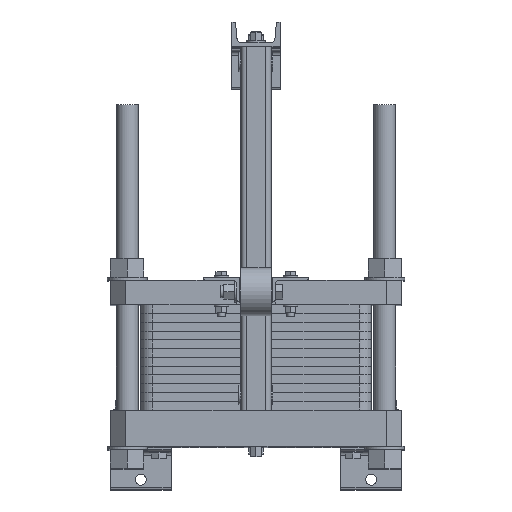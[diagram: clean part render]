
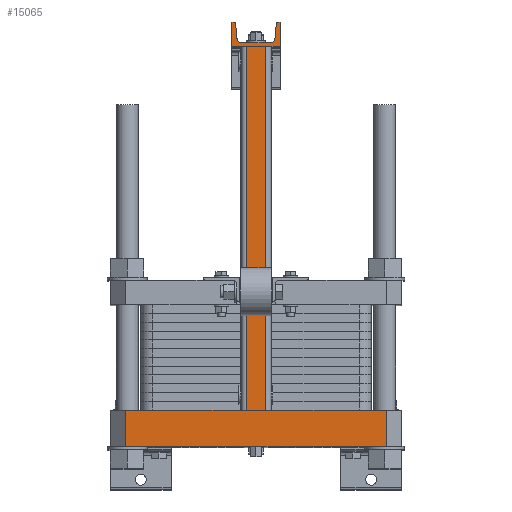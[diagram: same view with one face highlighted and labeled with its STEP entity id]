
A CAD part, top view. The second image highlights one B-rep face of the part: STEP entity #15065.
In plain terms, the highlighted planar face has unit normal (0, 0, 1).
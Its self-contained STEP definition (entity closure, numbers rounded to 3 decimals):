
#1862=FACE_OUTER_BOUND('',#2685,.T.);
#2685=EDGE_LOOP('',(#11188,#11189,#11190,#11191,#11192,#11193,#11194,#11195,
#11196,#11197,#11198,#11199,#11200,#11201,#11202,#11203,#11204,#11205,#11206,
#11207));
#3679=LINE('',#22117,#5301);
#3683=LINE('',#22124,#5305);
#3690=LINE('',#22148,#5312);
#3694=LINE('',#22160,#5316);
#3698=LINE('',#22172,#5320);
#3702=LINE('',#22192,#5324);
#3706=LINE('',#22204,#5328);
#3731=LINE('',#22270,#5353);
#3744=LINE('',#22302,#5366);
#3824=LINE('',#22619,#5446);
#3825=LINE('',#22639,#5447);
#3826=LINE('',#22641,#5448);
#3827=LINE('',#22643,#5449);
#3828=LINE('',#22645,#5450);
#3829=LINE('',#22647,#5451);
#3830=LINE('',#22648,#5452);
#5301=VECTOR('',#17398,10.);
#5305=VECTOR('',#17402,10.);
#5312=VECTOR('',#17419,10.);
#5316=VECTOR('',#17431,10.);
#5320=VECTOR('',#17443,10.);
#5324=VECTOR('',#17463,10.);
#5328=VECTOR('',#17475,10.);
#5353=VECTOR('',#17536,10.);
#5366=VECTOR('',#17573,10.);
#5446=VECTOR('',#17829,10.);
#5447=VECTOR('',#17834,1.);
#5448=VECTOR('',#17835,10.);
#5449=VECTOR('',#17836,10.);
#5450=VECTOR('',#17837,10.);
#5451=VECTOR('',#17838,10.);
#5452=VECTOR('',#17839,10.);
#6925=CIRCLE('',#15807,4.);
#6927=CIRCLE('',#15811,8.);
#6933=CIRCLE('',#15819,8.);
#6935=CIRCLE('',#15823,4.);
#7682=VERTEX_POINT('',#22101);
#7689=VERTEX_POINT('',#22114);
#7690=VERTEX_POINT('',#22116);
#7693=VERTEX_POINT('',#22122);
#7704=VERTEX_POINT('',#22145);
#7705=VERTEX_POINT('',#22147);
#7707=VERTEX_POINT('',#22153);
#7709=VERTEX_POINT('',#22159);
#7711=VERTEX_POINT('',#22165);
#7713=VERTEX_POINT('',#22171);
#7719=VERTEX_POINT('',#22185);
#7721=VERTEX_POINT('',#22191);
#7723=VERTEX_POINT('',#22197);
#7725=VERTEX_POINT('',#22203);
#7840=VERTEX_POINT('',#22618);
#7841=VERTEX_POINT('',#22638);
#7842=VERTEX_POINT('',#22640);
#7843=VERTEX_POINT('',#22642);
#7844=VERTEX_POINT('',#22644);
#7845=VERTEX_POINT('',#22646);
#8970=EDGE_CURVE('',#7690,#7689,#3679,.T.);
#8974=EDGE_CURVE('',#7682,#7693,#3683,.T.);
#8985=EDGE_CURVE('',#7705,#7704,#3690,.T.);
#8988=EDGE_CURVE('',#7707,#7705,#6925,.T.);
#8991=EDGE_CURVE('',#7709,#7707,#3694,.T.);
#8994=EDGE_CURVE('',#7711,#7709,#6927,.T.);
#8997=EDGE_CURVE('',#7713,#7711,#3698,.T.);
#9004=EDGE_CURVE('',#7719,#7713,#6933,.T.);
#9007=EDGE_CURVE('',#7721,#7719,#3702,.T.);
#9010=EDGE_CURVE('',#7723,#7721,#6935,.T.);
#9013=EDGE_CURVE('',#7725,#7723,#3706,.T.);
#9045=EDGE_CURVE('',#7704,#7690,#3731,.T.);
#9061=EDGE_CURVE('',#7693,#7725,#3744,.T.);
#9173=EDGE_CURVE('',#7840,#7682,#3824,.T.);
#9176=EDGE_CURVE('',#7689,#7841,#3825,.T.);
#9177=EDGE_CURVE('',#7841,#7842,#3826,.T.);
#9178=EDGE_CURVE('',#7842,#7843,#3827,.T.);
#9179=EDGE_CURVE('',#7844,#7843,#3828,.T.);
#9180=EDGE_CURVE('',#7845,#7844,#3829,.T.);
#9181=EDGE_CURVE('',#7845,#7840,#3830,.T.);
#11188=ORIENTED_EDGE('',*,*,#9176,.T.);
#11189=ORIENTED_EDGE('',*,*,#9177,.T.);
#11190=ORIENTED_EDGE('',*,*,#9178,.T.);
#11191=ORIENTED_EDGE('',*,*,#9179,.F.);
#11192=ORIENTED_EDGE('',*,*,#9180,.F.);
#11193=ORIENTED_EDGE('',*,*,#9181,.T.);
#11194=ORIENTED_EDGE('',*,*,#9173,.T.);
#11195=ORIENTED_EDGE('',*,*,#8974,.T.);
#11196=ORIENTED_EDGE('',*,*,#9061,.T.);
#11197=ORIENTED_EDGE('',*,*,#9013,.T.);
#11198=ORIENTED_EDGE('',*,*,#9010,.T.);
#11199=ORIENTED_EDGE('',*,*,#9007,.T.);
#11200=ORIENTED_EDGE('',*,*,#9004,.T.);
#11201=ORIENTED_EDGE('',*,*,#8997,.T.);
#11202=ORIENTED_EDGE('',*,*,#8994,.T.);
#11203=ORIENTED_EDGE('',*,*,#8991,.T.);
#11204=ORIENTED_EDGE('',*,*,#8988,.T.);
#11205=ORIENTED_EDGE('',*,*,#8985,.T.);
#11206=ORIENTED_EDGE('',*,*,#9045,.T.);
#11207=ORIENTED_EDGE('',*,*,#8970,.T.);
#14473=PLANE('',#15944);
#15065=ADVANCED_FACE('',(#1862),#14473,.T.);
#15807=AXIS2_PLACEMENT_3D('',#22154,#17425,#17426);
#15811=AXIS2_PLACEMENT_3D('',#22166,#17437,#17438);
#15819=AXIS2_PLACEMENT_3D('',#22186,#17457,#17458);
#15823=AXIS2_PLACEMENT_3D('',#22198,#17469,#17470);
#15944=AXIS2_PLACEMENT_3D('',#22637,#17832,#17833);
#17398=DIRECTION('',(1.,0.,0.));
#17402=DIRECTION('',(1.,0.,0.));
#17419=DIRECTION('',(-1.,0.,0.));
#17425=DIRECTION('center_axis',(0.,0.,1.));
#17426=DIRECTION('ref_axis',(0.996,0.091,0.));
#17431=DIRECTION('',(-0.091,0.996,0.));
#17437=DIRECTION('center_axis',(0.,0.,-1.));
#17438=DIRECTION('ref_axis',(0.996,0.091,0.));
#17443=DIRECTION('',(-1.,0.,0.));
#17457=DIRECTION('center_axis',(0.,0.,-1.));
#17458=DIRECTION('ref_axis',(0.,1.,0.));
#17463=DIRECTION('',(-0.091,-0.996,0.));
#17469=DIRECTION('center_axis',(0.,0.,1.));
#17470=DIRECTION('ref_axis',(0.,1.,0.));
#17475=DIRECTION('',(-1.,0.,0.));
#17536=DIRECTION('',(0.,-1.,0.));
#17573=DIRECTION('',(0.,1.,0.));
#17829=DIRECTION('',(0.,1.,0.));
#17832=DIRECTION('center_axis',(0.,0.,
1.));
#17833=DIRECTION('ref_axis',(-1.,0.,0.));
#17834=DIRECTION('',(0.,-1.,0.));
#17835=DIRECTION('',(-1.,0.,0.));
#17836=DIRECTION('',(0.,-1.,0.));
#17837=DIRECTION('',(-1.,0.,0.));
#17838=DIRECTION('',(0.,-1.,0.));
#17839=DIRECTION('',(-1.,0.,0.));
#22101=CARTESIAN_POINT('',(16.2,600.,1111.));
#22114=CARTESIAN_POINT('',(-16.2,600.,1111.));
#22116=CARTESIAN_POINT('',(-40.,600.,1111.));
#22117=CARTESIAN_POINT('',(-40.,600.,1111.));
#22122=CARTESIAN_POINT('',(40.,600.,1111.));
#22124=CARTESIAN_POINT('',(-40.,600.,1111.));
#22145=CARTESIAN_POINT('',(-40.,640.,1111.));
#22147=CARTESIAN_POINT('',(-37.45,640.,1111.));
#22148=CARTESIAN_POINT('',(-37.45,640.,1111.));
#22153=CARTESIAN_POINT('',(-33.466,636.366,1111.));
#22154=CARTESIAN_POINT('Origin',(-37.45,636.,1111.));
#22159=CARTESIAN_POINT('',(-31.347,613.269,1111.));
#22160=CARTESIAN_POINT('',(-31.347,613.269,1111.));
#22165=CARTESIAN_POINT('',(-23.381,606.,1111.));
#22166=CARTESIAN_POINT('Origin',(-23.381,614.,1111.));
#22171=CARTESIAN_POINT('',(23.381,606.,1111.));
#22172=CARTESIAN_POINT('',(23.381,606.,1111.));
#22185=CARTESIAN_POINT('',(31.347,613.269,1111.));
#22186=CARTESIAN_POINT('Origin',(23.381,614.,1111.));
#22191=CARTESIAN_POINT('',(33.466,636.366,1111.));
#22192=CARTESIAN_POINT('',(33.466,636.366,1111.));
#22197=CARTESIAN_POINT('',(37.45,640.,1111.));
#22198=CARTESIAN_POINT('Origin',(37.45,636.,1111.));
#22203=CARTESIAN_POINT('',(40.,640.,1111.));
#22204=CARTESIAN_POINT('',(40.,640.,1111.));
#22270=CARTESIAN_POINT('',(-40.,640.,1111.));
#22302=CARTESIAN_POINT('',(40.,600.,1111.));
#22618=CARTESIAN_POINT('',(16.2,0.,1111.));
#22619=CARTESIAN_POINT('',(16.2,0.,1111.));
#22637=CARTESIAN_POINT('Origin',(215.,0.,
1111.));
#22638=CARTESIAN_POINT('',(-16.2,0.,1111.));
#22639=CARTESIAN_POINT('',(-16.2,766.,1111.));
#22640=CARTESIAN_POINT('',(-215.,0.,1111.));
#22641=CARTESIAN_POINT('',(215.,0.,1111.));
#22642=CARTESIAN_POINT('',(-215.,-60.,1111.));
#22643=CARTESIAN_POINT('',(-215.,0.,1111.));
#22644=CARTESIAN_POINT('',(215.,-60.,1111.));
#22645=CARTESIAN_POINT('',(215.,-60.,1111.));
#22646=CARTESIAN_POINT('',(215.,0.,1111.));
#22647=CARTESIAN_POINT('',(215.,0.,1111.));
#22648=CARTESIAN_POINT('',(215.,0.,1111.));
